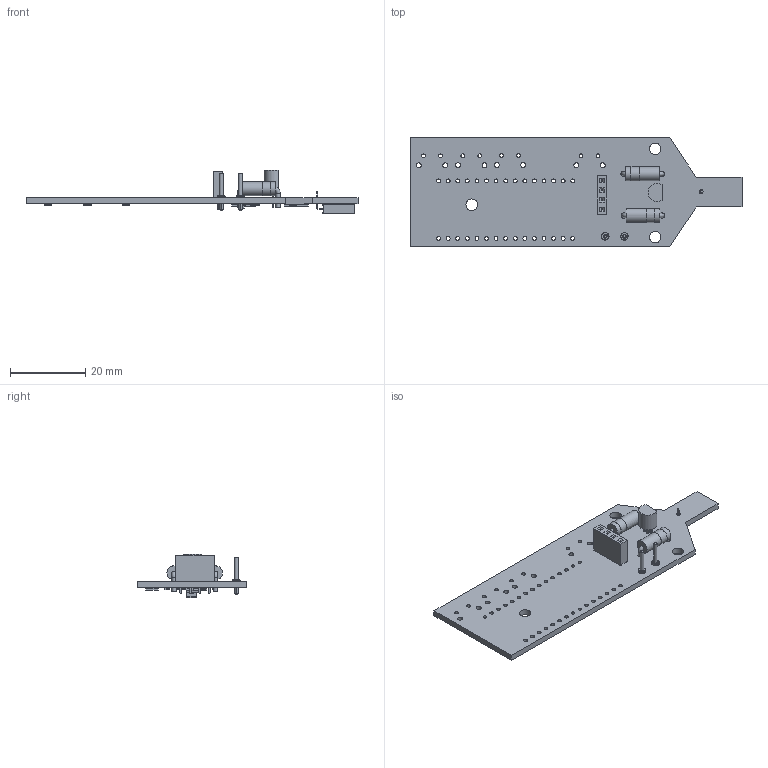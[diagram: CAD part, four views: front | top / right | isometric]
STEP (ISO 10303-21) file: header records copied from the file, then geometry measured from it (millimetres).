
FILE_DESCRIPTION(('KiCad electronic assembly'),'2;1');
FILE_NAME('carcontroltool-nano-plan.step','2024-01-02T10:53:28',( 'Pcbnew'),('Kicad'),'Open CASCADE STEP processor 7.7', 'KiCad to STEP converter','Unknown');
FILE_SCHEMA(('AUTOMOTIVE_DESIGN { 1 0 10303 214 1 1 1 1 }'));
Length unit declared in the file: millimetre
Products named in the file (18): carcontroltool-nano-plan 1; Pin_D1.0mm_L10.0mm; SOLID; PinSocket_1x04_P2.54mm_Vertical; D_5W_P10.16mm_Horizontal; TO-92_Inline; SOT-23; PinSocket_1x01_P2.54mm_Horizontal; R_2512_6332Metric; R_0805_2012Metric; carcontroltool-nano-plan PCB
Assembly tree (28 placements, depth 3):
  carcontroltool-nano-plan 1
    Pin_D1.0mm_L10.0mm  x2
      SOLID
    PinSocket_1x04_P2.54mm_Vertical
      SOLID
    D_5W_P10.16mm_Horizontal  x2
      SOLID
    TO-92_Inline
      SOLID
    SOT-23
      SOLID
    PinSocket_1x01_P2.54mm_Horizontal
      SOLID
    R_2512_6332Metric  x2
      SOLID
    R_0805_2012Metric  x9
      SOLID
    carcontroltool-nano-plan PCB
Bounding box: 88 x 29 x 11.54 mm (x, y, z)
Volume: 3994.6 mm3; surface area: 6171.5 mm2
Topology: 20 solids, 20 shells, 693 faces, 1745 edges, 1122 vertices
Faces by surface type: plane 476, cylinder 180, bspline 27, torus 10
Full cylindrical faces by diameter (mm): 0.75 x3, 1 x47, 1.1 x4, 1.3 x8, 1.4 x4, 2 x2, 3.045 x3, 3.7 x4, 3.72 x2
Entity records: 31163 total; most frequent: CARTESIAN_POINT 6485, DIRECTION 4068, LINE 2746, VECTOR 2746, ORIENTED_EDGE 2164, PCURVE 2164, DEFINITIONAL_REPRESENTATION 2164, EDGE_CURVE 1082
